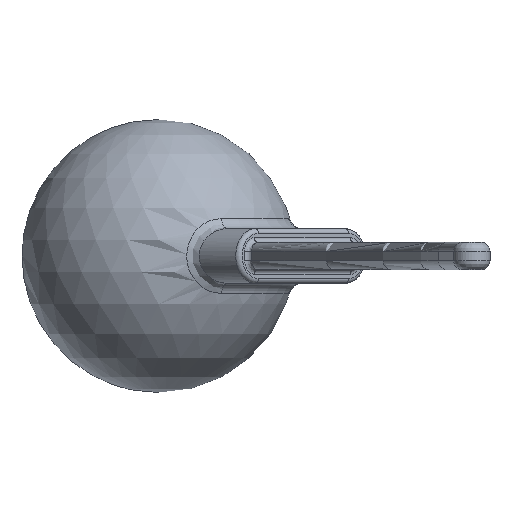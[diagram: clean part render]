
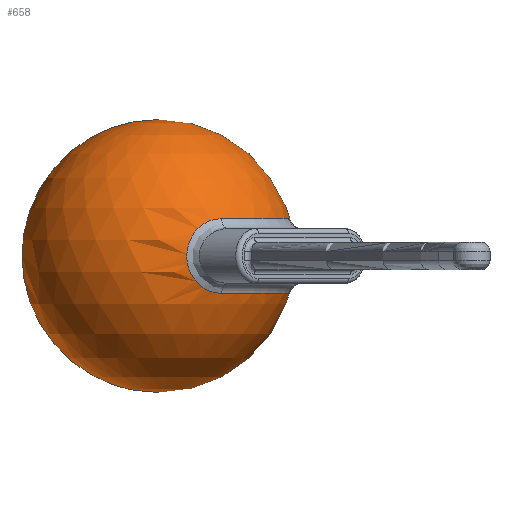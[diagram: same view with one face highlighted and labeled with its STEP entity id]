
A CAD part, front view. The second image highlights one B-rep face of the part: STEP entity #658.
In plain terms, the highlighted spherical face has radius 24 mm.
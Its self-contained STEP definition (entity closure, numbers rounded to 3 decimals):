
#17=SPHERICAL_SURFACE('',#750,24.);
#20=FACE_BOUND('',#129,.T.);
#51=B_SPLINE_CURVE_WITH_KNOTS('',3,(#1358,#1359,#1360,#1361,#1362,#1363,
#1364,#1365,#1366,#1367),.UNSPECIFIED.,.F.,.F.,(4,1,1,1,1,1,1,4),(0.,
0.331,0.661,0.992,1.323,1.653,
1.984,2.314),.UNSPECIFIED.);
#52=B_SPLINE_CURVE_WITH_KNOTS('',3,(#1437,#1438,#1439,#1440,#1441,#1442,
#1443,#1444,#1445,#1446,#1447,#1448,#1449),.UNSPECIFIED.,.F.,.F.,(4,1,1,
1,1,1,1,1,1,1,4),(0.,0.377,0.755,
1.132,1.321,1.509,1.604,1.698,
1.887,2.264,2.641),.UNSPECIFIED.);
#83=FACE_OUTER_BOUND('',#128,.T.);
#128=EDGE_LOOP('',(#533,#534));
#129=EDGE_LOOP('',(#535,#536,#537,#538));
#247=CIRCLE('',#742,23.09);
#252=CIRCLE('',#748,23.09);
#253=CIRCLE('',#751,24.);
#306=VERTEX_POINT('',#1289);
#307=VERTEX_POINT('',#1291);
#309=VERTEX_POINT('',#1346);
#310=VERTEX_POINT('',#1369);
#311=VERTEX_POINT('',#1453);
#312=VERTEX_POINT('',#1454);
#383=EDGE_CURVE('',#306,#307,#247,.T.);
#388=EDGE_CURVE('',#307,#309,#51,.T.);
#390=EDGE_CURVE('',#309,#310,#252,.T.);
#391=EDGE_CURVE('',#310,#306,#52,.T.);
#393=EDGE_CURVE('',#311,#312,#253,.T.);
#533=ORIENTED_EDGE('',*,*,#393,.T.);
#534=ORIENTED_EDGE('',*,*,#393,.F.);
#535=ORIENTED_EDGE('',*,*,#383,.F.);
#536=ORIENTED_EDGE('',*,*,#391,.F.);
#537=ORIENTED_EDGE('',*,*,#390,.F.);
#538=ORIENTED_EDGE('',*,*,#388,.F.);
#658=ADVANCED_FACE('',(#83,#20),#17,.T.);
#742=AXIS2_PLACEMENT_3D('',#1292,#888,#889);
#748=AXIS2_PLACEMENT_3D('',#1371,#900,#901);
#750=AXIS2_PLACEMENT_3D('',#1452,#905,#906);
#751=AXIS2_PLACEMENT_3D('',#1455,#907,#908);
#888=DIRECTION('center_axis',(0.,0.,
-1.));
#889=DIRECTION('ref_axis',(0.831,-0.556,0.));
#900=DIRECTION('center_axis',(0.,0.,1.));
#901=DIRECTION('ref_axis',(0.831,-0.556,0.));
#905=DIRECTION('center_axis',(0.,0.,1.));
#906=DIRECTION('ref_axis',(1.,0.,0.));
#907=DIRECTION('center_axis',(0.,-1.,0.));
#908=DIRECTION('ref_axis',(-1.,0.,0.));
#1289=CARTESIAN_POINT('',(-35.435,178.863,6.545));
#1291=CARTESIAN_POINT('',(-47.257,161.887,6.545));
#1292=CARTESIAN_POINT('Origin',(-58.287,182.173,6.545));
#1346=CARTESIAN_POINT('',(-47.257,161.887,-6.545));
#1358=CARTESIAN_POINT('Ctrl Pts',(-47.257,161.887,6.545));
#1359=CARTESIAN_POINT('Ctrl Pts',(-48.138,161.408,6.545));
#1360=CARTESIAN_POINT('Ctrl Pts',(-49.903,160.461,6.117));
#1361=CARTESIAN_POINT('Ctrl Pts',(-52.097,159.316,4.287));
#1362=CARTESIAN_POINT('Ctrl Pts',(-53.373,158.665,1.549));
#1363=CARTESIAN_POINT('Ctrl Pts',(-53.371,158.666,-1.548));
#1364=CARTESIAN_POINT('Ctrl Pts',(-52.098,159.315,-4.288));
#1365=CARTESIAN_POINT('Ctrl Pts',(-49.903,160.461,-6.118));
#1366=CARTESIAN_POINT('Ctrl Pts',(-48.138,161.408,-6.545));
#1367=CARTESIAN_POINT('Ctrl Pts',(-47.257,161.887,-6.545));
#1369=CARTESIAN_POINT('',(-35.435,178.863,-6.545));
#1371=CARTESIAN_POINT('Origin',(-58.287,182.173,-6.545));
#1437=CARTESIAN_POINT('Ctrl Pts',(-35.435,178.863,-6.545));
#1438=CARTESIAN_POINT('Ctrl Pts',(-35.271,179.994,-6.545));
#1439=CARTESIAN_POINT('Ctrl Pts',(-35.006,182.267,-6.159));
#1440=CARTESIAN_POINT('Ctrl Pts',(-34.848,185.333,-4.552));
#1441=CARTESIAN_POINT('Ctrl Pts',(-34.89,187.243,-2.288));
#1442=CARTESIAN_POINT('Ctrl Pts',(-34.912,187.708,0.002));
#1443=CARTESIAN_POINT('Ctrl Pts',(-34.898,187.418,1.427));
#1444=CARTESIAN_POINT('Ctrl Pts',(-34.883,186.915,2.457));
#1445=CARTESIAN_POINT('Ctrl Pts',(-34.872,186.266,3.403));
#1446=CARTESIAN_POINT('Ctrl Pts',(-34.875,184.829,4.815));
#1447=CARTESIAN_POINT('Ctrl Pts',(-35.006,182.263,6.163));
#1448=CARTESIAN_POINT('Ctrl Pts',(-35.271,179.994,6.545));
#1449=CARTESIAN_POINT('Ctrl Pts',(-35.435,178.863,6.545));
#1452=CARTESIAN_POINT('Origin',(-58.287,182.173,0.));
#1453=CARTESIAN_POINT('',(-58.287,182.173,24.));
#1454=CARTESIAN_POINT('',(-58.287,182.173,-24.));
#1455=CARTESIAN_POINT('Origin',(-58.287,182.173,0.));
